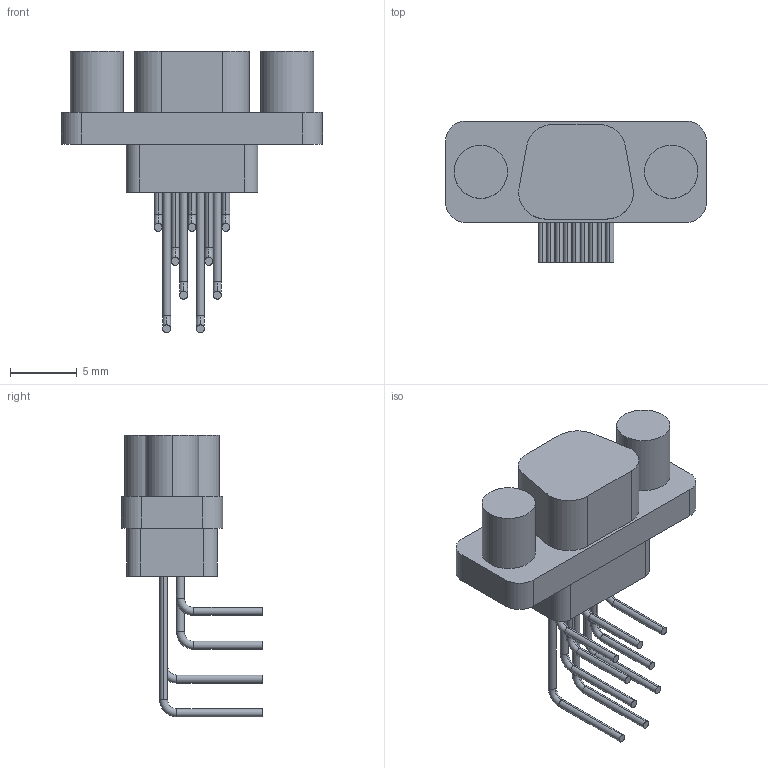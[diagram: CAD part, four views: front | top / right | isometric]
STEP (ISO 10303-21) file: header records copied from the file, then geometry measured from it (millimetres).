
FILE_DESCRIPTION (( 'STEP AP214' ), '1' );
FILE_NAME ('J30J-9TJW.STEP', '2025-06-09T01:41:10', ( '' ), ( '' ), 'SwSTEP 2.0', 'SolidWorks 2020', '' );
FILE_SCHEMA (( 'AUTOMOTIVE_DESIGN' ));
Length unit declared in the file: millimetre
Products named in the file (1): J30J-9TJW
Bounding box: 19.6 x 10.6 x 21.16 mm (x, y, z)
Volume: 948.4 mm3; surface area: 1029.5 mm2
Topology: 1 solids, 1 shells, 104 faces, 233 edges, 146 vertices
Faces by surface type: cylinder 57, plane 29, torus 18
Entity records: 3660 total; most frequent: DIRECTION 583, CARTESIAN_POINT 484, ORIENTED_EDGE 466, AXIS2_PLACEMENT_3D 245, EDGE_CURVE 233, VERTEX_POINT 146, CIRCLE 140, EDGE_LOOP 119
